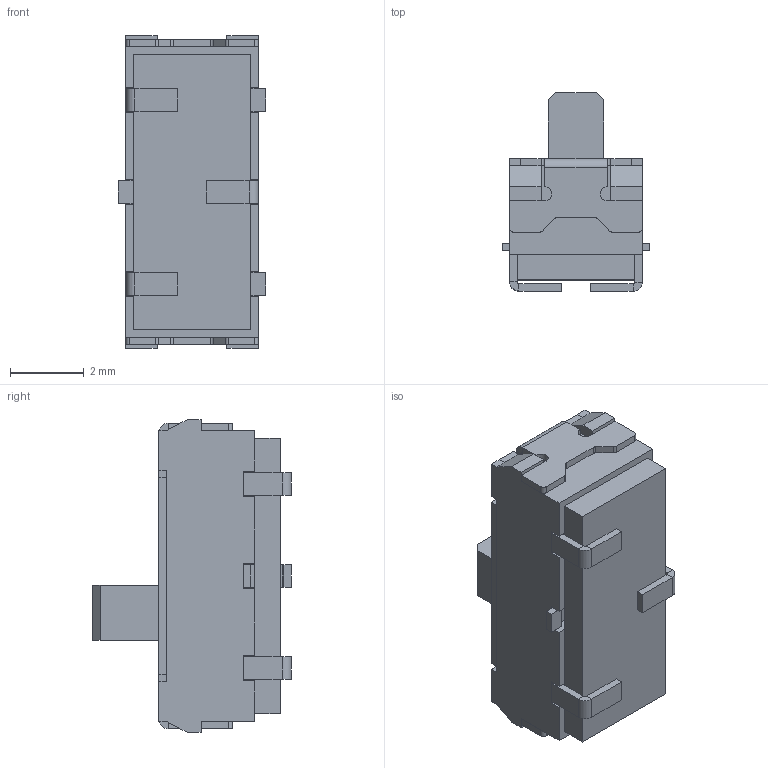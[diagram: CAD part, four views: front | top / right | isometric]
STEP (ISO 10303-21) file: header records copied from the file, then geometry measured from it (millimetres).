
FILE_DESCRIPTION (( 'STEP AP214' ), '1' );
FILE_NAME ('JS102011JCQN.STEP', '2018-03-14T14:06:34', ( '' ), ( '' ), 'SwSTEP 2.0', 'SolidWorks 2017', '' );
FILE_SCHEMA (( 'AUTOMOTIVE_DESIGN' ));
Length unit declared in the file: millimetre
Products named in the file (1): JS102011JCQN
Bounding box: 4 x 5.4 x 8.5 mm (x, y, z)
Volume: 95 mm3; surface area: 250.1 mm2
Topology: 9 solids, 9 shells, 218 faces, 558 edges, 352 vertices
Faces by surface type: plane 184, cylinder 34
Entity records: 6572 total; most frequent: CARTESIAN_POINT 1129, ORIENTED_EDGE 1116, DIRECTION 1064, EDGE_CURVE 558, LINE 490, VECTOR 490, VERTEX_POINT 352, AXIS2_PLACEMENT_3D 287
